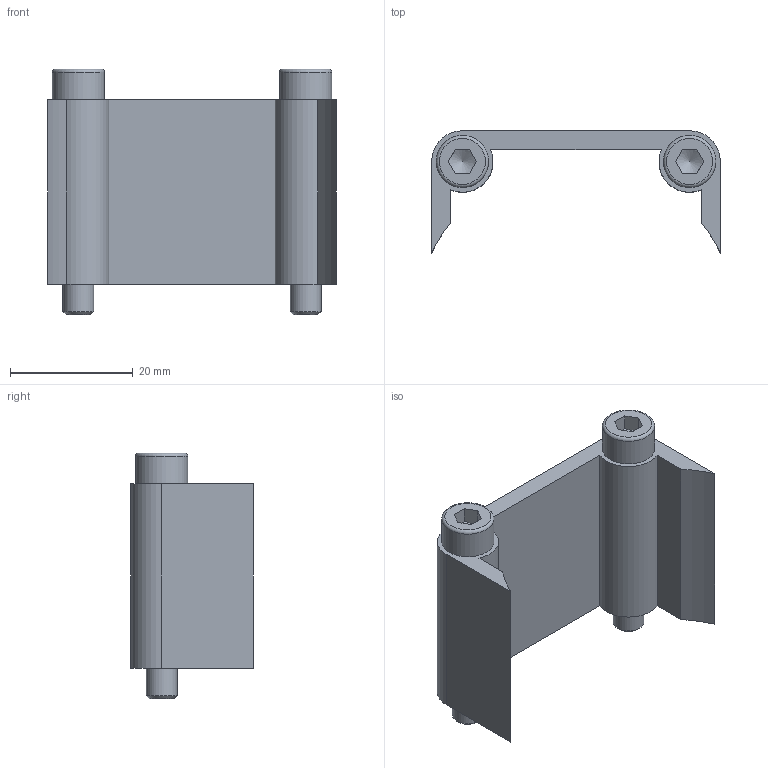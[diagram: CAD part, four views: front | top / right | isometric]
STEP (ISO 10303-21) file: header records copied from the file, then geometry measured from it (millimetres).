
FILE_DESCRIPTION(/* description */ ('Eingreifschutz zu Trommellagerung 45'),/* implementation_level */ '2;1');
FILE_NAME(/* name */ 'ZEI_CAD_210909-9-REV00_#SALL_#AIN_#V1.step',/* time_stamp */ '2022-10-10T06:55:13+02:00',/* author */ ('MiniTec'),/* organization */ ('MiniTec GmbH & Co.KG'),/* preprocessor_version */ 'ST-DEVELOPER v18.1',/* originating_system */ 'Autodesk Inventor 2021',/* authorisation */ '');
FILE_SCHEMA (('CONFIG_CONTROL_DESIGN'));
Length unit declared in the file: millimetre
Products named in the file (3): leer; 21-0993-8FZ.001; leer_1
Assembly tree (3 placements, depth 2):
  leer
    21-0993-8FZ.001
    leer_1  x2
Bounding box: 47 x 19.88 x 40 mm (x, y, z)
Volume: 9483.2 mm3; surface area: 7889.5 mm2
Topology: 3 solids, 3 shells, 46 faces, 114 edges, 76 vertices
Faces by surface type: plane 26, cylinder 12, torus 4, cone 4
Full cylindrical faces by diameter (mm): 5 x2, 5.5 x2, 8.5 x2
Entity records: 1058 total; most frequent: CARTESIAN_POINT 180, DIRECTION 172, ORIENTED_EDGE 154, EDGE_CURVE 77, AXIS2_PLACEMENT_3D 65, VERTEX_POINT 52, LINE 42, VECTOR 42
